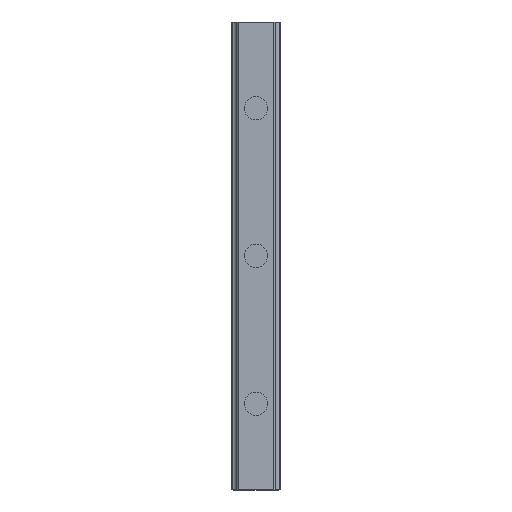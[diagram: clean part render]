
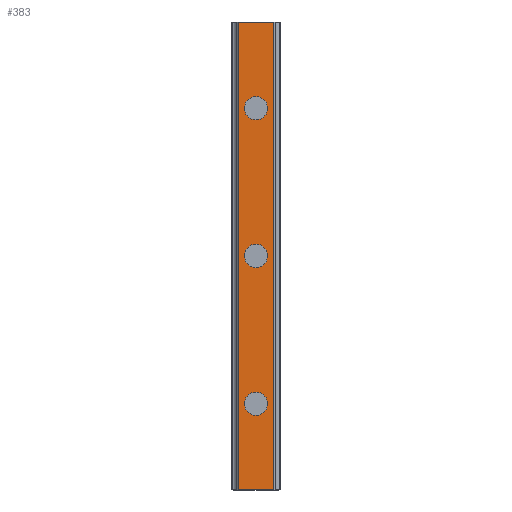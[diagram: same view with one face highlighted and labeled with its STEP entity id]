
A CAD part, top view. The second image highlights one B-rep face of the part: STEP entity #383.
In plain terms, the highlighted planar face has unit normal (0, 0, 1).
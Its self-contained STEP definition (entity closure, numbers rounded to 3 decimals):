
#383=ADVANCED_FACE('',(#788,#789,#790,#791),#792,.T.);
#788=FACE_BOUND('',#1211,.T.);
#789=FACE_BOUND('',#1212,.T.);
#790=FACE_BOUND('',#1213,.T.);
#791=FACE_OUTER_BOUND('',#1214,.T.);
#792=PLANE('',#1215);
#1211=EDGE_LOOP('',(#2347,#2348));
#1212=EDGE_LOOP('',(#2349,#2350));
#1213=EDGE_LOOP('',(#2351,#2352));
#1214=EDGE_LOOP('',(#2353,#2354,#2355,#2356));
#1215=AXIS2_PLACEMENT_3D('',#2357,#2358,#2359);
#2347=ORIENTED_EDGE('',*,*,#2562,.T.);
#2348=ORIENTED_EDGE('',*,*,#2925,.T.);
#2349=ORIENTED_EDGE('',*,*,#2552,.T.);
#2350=ORIENTED_EDGE('',*,*,#2931,.T.);
#2351=ORIENTED_EDGE('',*,*,#2542,.T.);
#2352=ORIENTED_EDGE('',*,*,#2937,.T.);
#2353=ORIENTED_EDGE('',*,*,#2904,.T.);
#2354=ORIENTED_EDGE('',*,*,#2984,.F.);
#2355=ORIENTED_EDGE('',*,*,#2774,.F.);
#2356=ORIENTED_EDGE('',*,*,#2982,.T.);
#2357=CARTESIAN_POINT('',(0.0,190.0,17.5));
#2358=DIRECTION('',(0.0,0.0,1.0));
#2359=DIRECTION('',(-1.0,0.0,-0.0));
#2542=EDGE_CURVE('',#3040,#3037,#3041,.T.);
#2552=EDGE_CURVE('',#3058,#3055,#3059,.T.);
#2562=EDGE_CURVE('',#3076,#3073,#3077,.T.);
#2774=EDGE_CURVE('',#3398,#3400,#3401,.T.);
#2904=EDGE_CURVE('',#3615,#3613,#3616,.T.);
#2925=EDGE_CURVE('',#3073,#3076,#3655,.T.);
#2931=EDGE_CURVE('',#3055,#3058,#3661,.T.);
#2937=EDGE_CURVE('',#3037,#3040,#3667,.T.);
#2982=EDGE_CURVE('',#3398,#3615,#3712,.T.);
#2984=EDGE_CURVE('',#3400,#3613,#3714,.T.);
#3037=VERTEX_POINT('',#3769);
#3040=VERTEX_POINT('',#3773);
#3041=CIRCLE('',#3774,4.75);
#3055=VERTEX_POINT('',#3791);
#3058=VERTEX_POINT('',#3795);
#3059=CIRCLE('',#3796,4.75);
#3073=VERTEX_POINT('',#3813);
#3076=VERTEX_POINT('',#3817);
#3077=CIRCLE('',#3818,4.75);
#3398=VERTEX_POINT('',#4269);
#3400=VERTEX_POINT('',#4272);
#3401=LINE('',#4273,#4274);
#3613=VERTEX_POINT('',#4568);
#3615=VERTEX_POINT('',#4571);
#3616=LINE('',#4572,#4573);
#3655=CIRCLE('',#4620,4.75);
#3661=CIRCLE('',#4626,4.75);
#3667=CIRCLE('',#4632,4.75);
#3712=LINE('',#4697,#4698);
#3714=LINE('',#4700,#4701);
#3769=CARTESIAN_POINT('',(4.75,35.0,17.5));
#3773=CARTESIAN_POINT('',(-4.75,35.0,17.5));
#3774=AXIS2_PLACEMENT_3D('',#4773,#4774,#4775);
#3791=CARTESIAN_POINT('',(4.75,95.0,17.5));
#3795=CARTESIAN_POINT('',(-4.75,95.0,17.5));
#3796=AXIS2_PLACEMENT_3D('',#4789,#4790,#4791);
#3813=CARTESIAN_POINT('',(4.75,155.0,17.5));
#3817=CARTESIAN_POINT('',(-4.75,155.0,17.5));
#3818=AXIS2_PLACEMENT_3D('',#4805,#4806,#4807);
#4269=CARTESIAN_POINT('',(-7.231,190.0,17.5));
#4272=CARTESIAN_POINT('',(7.231,190.0,17.5));
#4273=CARTESIAN_POINT('',(-7.231,190.0,17.5));
#4274=VECTOR('',#5020,1.0);
#4568=CARTESIAN_POINT('',(7.231,0.0,17.5));
#4571=CARTESIAN_POINT('',(-7.231,0.0,17.5));
#4572=CARTESIAN_POINT('',(-7.231,0.0,17.5));
#4573=VECTOR('',#5170,1.0);
#4620=AXIS2_PLACEMENT_3D('',#5212,#5213,#5214);
#4626=AXIS2_PLACEMENT_3D('',#5221,#5222,#5223);
#4632=AXIS2_PLACEMENT_3D('',#5230,#5231,#5232);
#4697=CARTESIAN_POINT('',(-7.231,190.0,17.5));
#4698=VECTOR('',#5259,1.0);
#4700=CARTESIAN_POINT('',(7.231,190.0,17.5));
#4701=VECTOR('',#5260,1.0);
#4773=CARTESIAN_POINT('',(0.0,35.0,17.5));
#4774=DIRECTION('',(0.0,0.0,-1.0));
#4775=DIRECTION('',(1.0,0.0,0.0));
#4789=CARTESIAN_POINT('',(0.0,95.0,17.5));
#4790=DIRECTION('',(0.0,0.0,-1.0));
#4791=DIRECTION('',(1.0,0.0,0.0));
#4805=CARTESIAN_POINT('',(0.0,155.0,17.5));
#4806=DIRECTION('',(0.0,0.0,-1.0));
#4807=DIRECTION('',(1.0,0.0,0.0));
#5020=DIRECTION('',(1.0,0.0,0.0));
#5170=DIRECTION('',(1.0,0.0,0.0));
#5212=CARTESIAN_POINT('',(0.0,155.0,17.5));
#5213=DIRECTION('',(0.0,0.0,-1.0));
#5214=DIRECTION('',(1.0,0.0,0.0));
#5221=CARTESIAN_POINT('',(0.0,95.0,17.5));
#5222=DIRECTION('',(0.0,0.0,-1.0));
#5223=DIRECTION('',(1.0,0.0,0.0));
#5230=CARTESIAN_POINT('',(0.0,35.0,17.5));
#5231=DIRECTION('',(0.0,0.0,-1.0));
#5232=DIRECTION('',(1.0,0.0,0.0));
#5259=DIRECTION('',(0.0,-1.0,0.0));
#5260=DIRECTION('',(0.0,-1.0,0.0));
